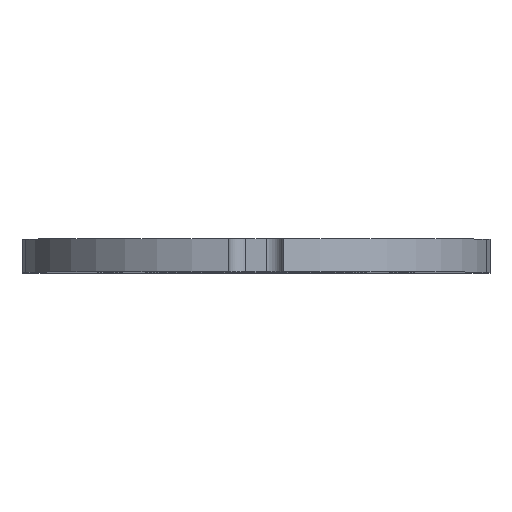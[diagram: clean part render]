
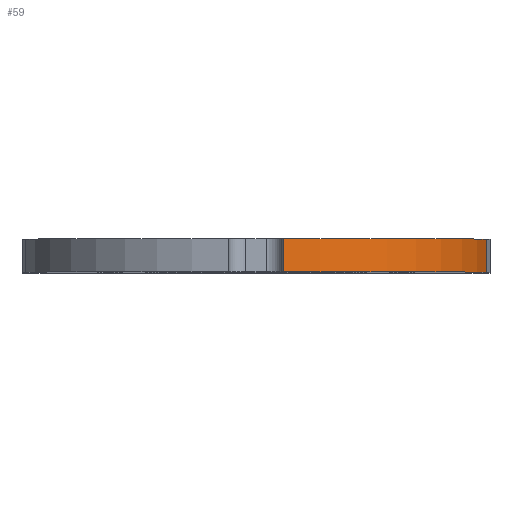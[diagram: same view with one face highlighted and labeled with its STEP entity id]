
A CAD part, top view. The second image highlights one B-rep face of the part: STEP entity #59.
In plain terms, the highlighted cylindrical face has radius 42.5 mm (diameter 85 mm), a partial arc.
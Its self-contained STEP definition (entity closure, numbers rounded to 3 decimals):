
#7 = EDGE_CURVE ( 'NONE', #1397, #247, #2156, .T. ) ;
#23 = ORIENTED_EDGE ( 'NONE', *, *, #1565, .T. ) ;
#59 = ADVANCED_FACE ( 'NONE', ( #1067 ), #1694, .T. ) ;
#84 = AXIS2_PLACEMENT_3D ( 'NONE', #335, #1347, #842 ) ;
#174 = CARTESIAN_POINT ( 'NONE',  ( 5., 0., 111.774 ) ) ;
#241 = ORIENTED_EDGE ( 'NONE', *, *, #553, .F. ) ;
#247 = VERTEX_POINT ( 'NONE', #174 ) ;
#303 = ORIENTED_EDGE ( 'NONE', *, *, #7, .T. ) ;
#335 = CARTESIAN_POINT ( 'NONE',  ( 0., 6., 69.569 ) ) ;
#440 = DIRECTION ( 'NONE',  ( 0., -1., 0. ) ) ;
#553 = EDGE_CURVE ( 'NONE', #964, #774, #1800, .T. ) ;
#640 = VECTOR ( 'NONE', #440, 1000. ) ;
#709 = EDGE_LOOP ( 'NONE', ( #945, #303, #23, #241 ) ) ;
#746 = DIRECTION ( 'NONE',  ( 0., -1., 0. ) ) ;
#774 = VERTEX_POINT ( 'NONE', #1483 ) ;
#842 = DIRECTION ( 'NONE',  ( 0., 0., 1. ) ) ;
#874 = EDGE_CURVE ( 'NONE', #1397, #964, #1723, .T. ) ;
#914 = CARTESIAN_POINT ( 'NONE',  ( 0., 6., 69.569 ) ) ;
#924 = CARTESIAN_POINT ( 'NONE',  ( 5., 6., 111.774 ) ) ;
#945 = ORIENTED_EDGE ( 'NONE', *, *, #874, .F. ) ;
#964 = VERTEX_POINT ( 'NONE', #1727 ) ;
#1067 = FACE_OUTER_BOUND ( 'NONE', #709, .T. ) ;
#1228 = VECTOR ( 'NONE', #1592, 1000. ) ;
#1347 = DIRECTION ( 'NONE',  ( 0., 1., 0. ) ) ;
#1397 = VERTEX_POINT ( 'NONE', #924 ) ;
#1458 = CIRCLE ( 'NONE', #2062, 42.5 ) ;
#1483 = CARTESIAN_POINT ( 'NONE',  ( 41.811, 0., 77.192 ) ) ;
#1527 = DIRECTION ( 'NONE',  ( 0., 1., 0. ) ) ;
#1565 = EDGE_CURVE ( 'NONE', #247, #774, #1458, .T. ) ;
#1569 = AXIS2_PLACEMENT_3D ( 'NONE', #914, #746, #1938 ) ;
#1592 = DIRECTION ( 'NONE',  ( 0., -1., 0. ) ) ;
#1694 = CYLINDRICAL_SURFACE ( 'NONE', #1569, 42.5 ) ;
#1723 = CIRCLE ( 'NONE', #84, 42.5 ) ;
#1727 = CARTESIAN_POINT ( 'NONE',  ( 41.811, 6., 77.192 ) ) ;
#1750 = CARTESIAN_POINT ( 'NONE',  ( 5., 6., 111.774 ) ) ;
#1800 = LINE ( 'NONE', #1935, #640 ) ;
#1852 = DIRECTION ( 'NONE',  ( 0., 0., 1. ) ) ;
#1935 = CARTESIAN_POINT ( 'NONE',  ( 41.811, 6., 77.192 ) ) ;
#1938 = DIRECTION ( 'NONE',  ( 0., 0., -1. ) ) ;
#2042 = CARTESIAN_POINT ( 'NONE',  ( 0., 0., 69.569 ) ) ;
#2062 = AXIS2_PLACEMENT_3D ( 'NONE', #2042, #1527, #1852 ) ;
#2156 = LINE ( 'NONE', #1750, #1228 ) ;
